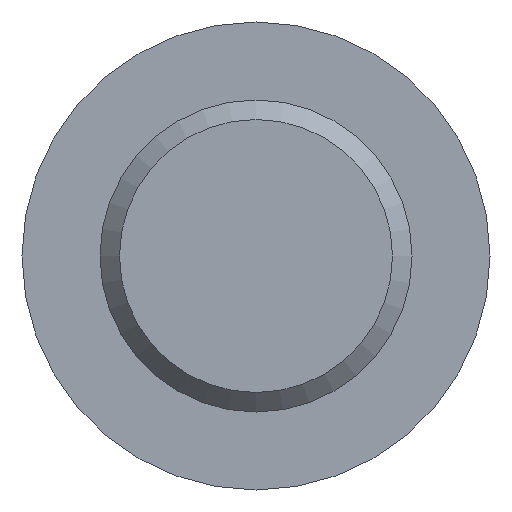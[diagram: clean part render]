
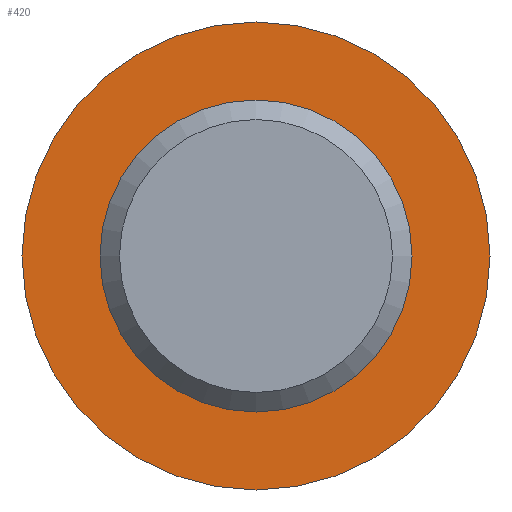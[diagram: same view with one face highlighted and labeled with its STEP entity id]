
A CAD part, front view. The second image highlights one B-rep face of the part: STEP entity #420.
In plain terms, the highlighted planar face has unit normal (0, -1, 0).
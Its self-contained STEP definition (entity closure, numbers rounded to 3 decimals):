
#74 = AXIS2_PLACEMENT_3D ( 'NONE', #291, #253, #165 ) ;
#85 = PLANE ( 'NONE',  #74 ) ;
#113 = DIRECTION ( 'NONE',  ( 0., 0., -1. ) ) ;
#141 = CARTESIAN_POINT ( 'NONE',  ( 0., 25., -12. ) ) ;
#165 = DIRECTION ( 'NONE',  ( 0., 0., 1. ) ) ;
#179 = CARTESIAN_POINT ( 'NONE',  ( 0., 25., -8. ) ) ;
#224 = EDGE_LOOP ( 'NONE', ( #324 ) ) ;
#234 = DIRECTION ( 'NONE',  ( 0., -1., 0. ) ) ;
#251 = FACE_BOUND ( 'NONE', #224, .T. ) ;
#253 = DIRECTION ( 'NONE',  ( 0., 1., 0. ) ) ;
#275 = CIRCLE ( 'NONE', #311, 12. ) ;
#286 = DIRECTION ( 'NONE',  ( 0., 0., -1. ) ) ;
#291 = CARTESIAN_POINT ( 'NONE',  ( -8., 25., 0. ) ) ;
#311 = AXIS2_PLACEMENT_3D ( 'NONE', #404, #234, #113 ) ;
#312 = EDGE_CURVE ( 'NONE', #353, #353, #480, .T. ) ;
#315 = EDGE_LOOP ( 'NONE', ( #441 ) ) ;
#320 = DIRECTION ( 'NONE',  ( 0., -1., 0. ) ) ;
#324 = ORIENTED_EDGE ( 'NONE', *, *, #312, .F. ) ;
#346 = EDGE_CURVE ( 'NONE', #472, #472, #275, .T. ) ;
#353 = VERTEX_POINT ( 'NONE', #179 ) ;
#404 = CARTESIAN_POINT ( 'NONE',  ( 0., 25., 0. ) ) ;
#414 = FACE_OUTER_BOUND ( 'NONE', #315, .T. ) ;
#420 = ADVANCED_FACE ( 'NONE', ( #251, #414 ), #85, .F. ) ;
#439 = AXIS2_PLACEMENT_3D ( 'NONE', #449, #320, #286 ) ;
#441 = ORIENTED_EDGE ( 'NONE', *, *, #346, .T. ) ;
#449 = CARTESIAN_POINT ( 'NONE',  ( 0., 25., 0. ) ) ;
#472 = VERTEX_POINT ( 'NONE', #141 ) ;
#480 = CIRCLE ( 'NONE', #439, 8. ) ;
